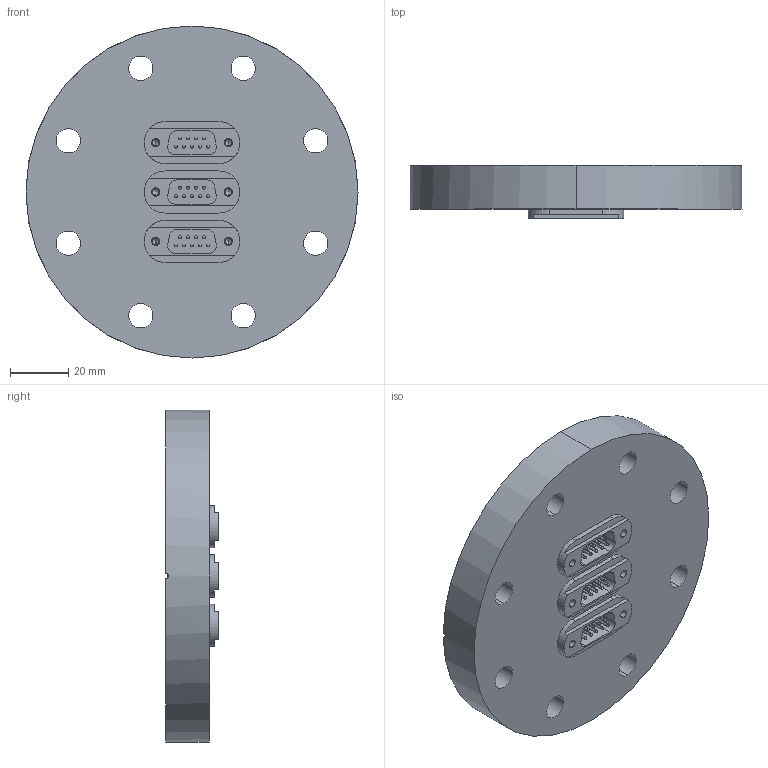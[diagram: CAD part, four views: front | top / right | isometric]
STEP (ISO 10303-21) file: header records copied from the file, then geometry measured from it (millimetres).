
FILE_DESCRIPTION (( 'STEP AP214' ), '1' );
FILE_NAME ('210-D09-C63-3.STEP', '2014-12-17T07:32:25', ( 'allectra' ), ( 'Microsoft' ), 'SwSTEP 2.0', 'SolidWorks 2014', '' );
FILE_SCHEMA (( 'AUTOMOTIVE_DESIGN' ));
Length unit declared in the file: millimetre
Products named in the file (5): 218-D9-37-SS_218-D09-SS; 9210-PIN-FENI_Pin vergoldet; 9218-D9-37-SS_9 pin 1mm; 9210-D09-C63-3_DN63; 210-D09-C63-3
Assembly tree (14 placements, depth 3):
  210-D09-C63-3
    9210-D09-C63-3_DN63
    218-D9-37-SS_218-D09-SS  x3
      9218-D9-37-SS_9 pin 1mm
      9210-PIN-FENI_Pin vergoldet
Bounding box: 114.3 x 18.2 x 114.3 mm (x, y, z)
Volume: 137681.6 mm3; surface area: 40553.8 mm2
Topology: 31 solids, 31 shells, 387 faces, 1046 edges, 676 vertices
Faces by surface type: cylinder 220, plane 85, sphere 54, cone 28
Entity records: 4220 total; most frequent: DIRECTION 758, CARTESIAN_POINT 729, ORIENTED_EDGE 632, EDGE_CURVE 316, AXIS2_PLACEMENT_3D 303, VERTEX_POINT 208, EDGE_LOOP 176, CIRCLE 160
